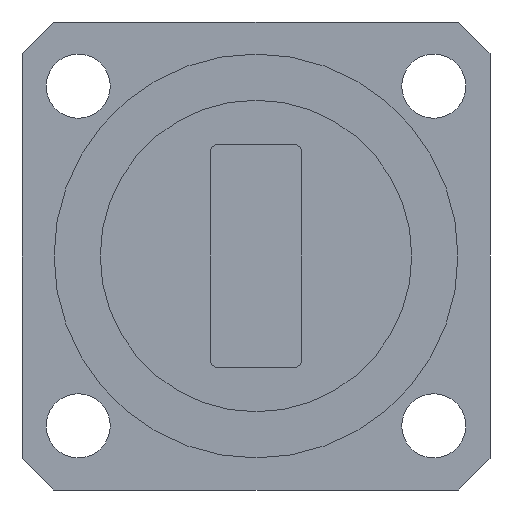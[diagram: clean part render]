
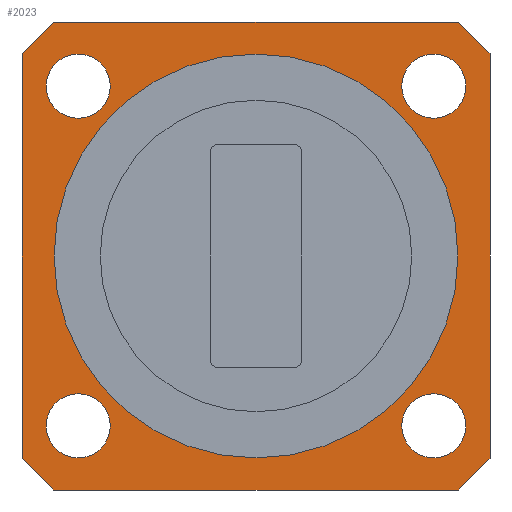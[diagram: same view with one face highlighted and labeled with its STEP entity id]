
A CAD part, left-side view. The second image highlights one B-rep face of the part: STEP entity #2023.
In plain terms, the highlighted planar face has unit normal (-1, 0, 0).
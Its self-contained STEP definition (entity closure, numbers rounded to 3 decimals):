
#77 = FACE_BOUND ( 'NONE', #2251, .T. ) ;
#86 = ORIENTED_EDGE ( 'NONE', *, *, #481, .F. ) ;
#129 = EDGE_CURVE ( 'NONE', #2951, #2951, #1994, .T. ) ;
#147 = DIRECTION ( 'NONE',  ( 0., 0., 1. ) ) ;
#148 = CARTESIAN_POINT ( 'NONE',  ( -72., 9.68, 11.2 ) ) ;
#171 = AXIS2_PLACEMENT_3D ( 'NONE', #3180, #206, #2230 ) ;
#185 = DIRECTION ( 'NONE',  ( 0., 0.707, -0.707 ) ) ;
#200 = VERTEX_POINT ( 'NONE', #1589 ) ;
#206 = DIRECTION ( 'NONE',  ( -1., 0., 0. ) ) ;
#270 = ORIENTED_EDGE ( 'NONE', *, *, #2713, .T. ) ;
#297 = CARTESIAN_POINT ( 'NONE',  ( -72., -9.68, -11.2 ) ) ;
#319 = CARTESIAN_POINT ( 'NONE',  ( -72., -11.2, -11.2 ) ) ;
#352 = CARTESIAN_POINT ( 'NONE',  ( -72., -8.51, -8.13 ) ) ;
#369 = CARTESIAN_POINT ( 'NONE',  ( -72., 0., 0. ) ) ;
#386 = CIRCLE ( 'NONE', #171, 1.535 ) ;
#420 = FACE_OUTER_BOUND ( 'NONE', #2118, .T. ) ;
#481 = EDGE_CURVE ( 'NONE', #2705, #2705, #542, .T. ) ;
#542 = CIRCLE ( 'NONE', #1193, 9.665 ) ;
#551 = LINE ( 'NONE', #319, #2012 ) ;
#561 = EDGE_CURVE ( 'NONE', #3151, #575, #1432, .T. ) ;
#575 = VERTEX_POINT ( 'NONE', #3168 ) ;
#622 = EDGE_CURVE ( 'NONE', #976, #976, #386, .T. ) ;
#630 = DIRECTION ( 'NONE',  ( -1., 0., 0. ) ) ;
#633 = LINE ( 'NONE', #1625, #3060 ) ;
#654 = VECTOR ( 'NONE', #2646, 1000. ) ;
#693 = ORIENTED_EDGE ( 'NONE', *, *, #561, .T. ) ;
#702 = VERTEX_POINT ( 'NONE', #789 ) ;
#756 = EDGE_LOOP ( 'NONE', ( #1352 ) ) ;
#789 = CARTESIAN_POINT ( 'NONE',  ( -72., -11.2, -9.68 ) ) ;
#805 = ORIENTED_EDGE ( 'NONE', *, *, #1056, .T. ) ;
#823 = FACE_BOUND ( 'NONE', #756, .T. ) ;
#831 = EDGE_CURVE ( 'NONE', #2702, #2796, #859, .T. ) ;
#846 = DIRECTION ( 'NONE',  ( 0., 0., -1. ) ) ;
#848 = CARTESIAN_POINT ( 'NONE',  ( -72., 11.2, -9.68 ) ) ;
#859 = LINE ( 'NONE', #1403, #654 ) ;
#863 = DIRECTION ( 'NONE',  ( 0., 0., 1. ) ) ;
#880 = DIRECTION ( 'NONE',  ( -1., 0., 0. ) ) ;
#894 = ORIENTED_EDGE ( 'NONE', *, *, #3186, .T. ) ;
#924 = FACE_BOUND ( 'NONE', #1454, .T. ) ;
#945 = ORIENTED_EDGE ( 'NONE', *, *, #1582, .F. ) ;
#949 = AXIS2_PLACEMENT_3D ( 'NONE', #1718, #2022, #1514 ) ;
#976 = VERTEX_POINT ( 'NONE', #2985 ) ;
#988 = VERTEX_POINT ( 'NONE', #2000 ) ;
#1024 = CARTESIAN_POINT ( 'NONE',  ( -72., -8.51, 9.665 ) ) ;
#1056 = EDGE_CURVE ( 'NONE', #2796, #3151, #3124, .T. ) ;
#1084 = VERTEX_POINT ( 'NONE', #2523 ) ;
#1097 = CARTESIAN_POINT ( 'NONE',  ( -72., 11.2, 11.2 ) ) ;
#1098 = VECTOR ( 'NONE', #1850, 1000. ) ;
#1131 = DIRECTION ( 'NONE',  ( 0., 0., -1. ) ) ;
#1143 = CARTESIAN_POINT ( 'NONE',  ( -72., 9.68, 11.2 ) ) ;
#1156 = EDGE_LOOP ( 'NONE', ( #3122 ) ) ;
#1193 = AXIS2_PLACEMENT_3D ( 'NONE', #2270, #880, #1379 ) ;
#1203 = VECTOR ( 'NONE', #1398, 1000. ) ;
#1231 = ORIENTED_EDGE ( 'NONE', *, *, #622, .F. ) ;
#1239 = ORIENTED_EDGE ( 'NONE', *, *, #831, .T. ) ;
#1283 = DIRECTION ( 'NONE',  ( 0., -1., 0. ) ) ;
#1328 = DIRECTION ( 'NONE',  ( 0., -0.707, 0.707 ) ) ;
#1352 = ORIENTED_EDGE ( 'NONE', *, *, #129, .F. ) ;
#1379 = DIRECTION ( 'NONE',  ( 0., 0., 1. ) ) ;
#1396 = CARTESIAN_POINT ( 'NONE',  ( -72., -9.68, 11.2 ) ) ;
#1398 = DIRECTION ( 'NONE',  ( 0., 1., 0. ) ) ;
#1403 = CARTESIAN_POINT ( 'NONE',  ( -72., -11.2, 9.68 ) ) ;
#1431 = CARTESIAN_POINT ( 'NONE',  ( -72., -11.2, 11.2 ) ) ;
#1432 = LINE ( 'NONE', #148, #2085 ) ;
#1454 = EDGE_LOOP ( 'NONE', ( #86 ) ) ;
#1469 = ORIENTED_EDGE ( 'NONE', *, *, #1544, .T. ) ;
#1514 = DIRECTION ( 'NONE',  ( 0., 0., 1. ) ) ;
#1544 = EDGE_CURVE ( 'NONE', #1084, #2742, #2358, .T. ) ;
#1579 = ORIENTED_EDGE ( 'NONE', *, *, #2008, .T. ) ;
#1582 = EDGE_CURVE ( 'NONE', #988, #988, #2248, .T. ) ;
#1589 = CARTESIAN_POINT ( 'NONE',  ( -72., -9.68, -11.2 ) ) ;
#1625 = CARTESIAN_POINT ( 'NONE',  ( -72., 11.2, -11.2 ) ) ;
#1633 = AXIS2_PLACEMENT_3D ( 'NONE', #369, #3197, #1131 ) ;
#1650 = EDGE_CURVE ( 'NONE', #702, #2702, #3179, .T. ) ;
#1656 = DIRECTION ( 'NONE',  ( 0., 0., 1. ) ) ;
#1718 = CARTESIAN_POINT ( 'NONE',  ( -72., -8.51, 8.13 ) ) ;
#1832 = FACE_BOUND ( 'NONE', #2369, .T. ) ;
#1850 = DIRECTION ( 'NONE',  ( 0., -0.707, -0.707 ) ) ;
#1897 = DIRECTION ( 'NONE',  ( -1., 0., 0. ) ) ;
#1994 = CIRCLE ( 'NONE', #2412, 1.535 ) ;
#2000 = CARTESIAN_POINT ( 'NONE',  ( -72., -8.51, -6.595 ) ) ;
#2008 = EDGE_CURVE ( 'NONE', #200, #702, #2819, .T. ) ;
#2012 = VECTOR ( 'NONE', #1283, 1000. ) ;
#2022 = DIRECTION ( 'NONE',  ( -1., 0., 0. ) ) ;
#2023 = ADVANCED_FACE ( 'NONE', ( #823, #1832, #2839, #77, #924, #420 ), #2188, .F. ) ;
#2047 = AXIS2_PLACEMENT_3D ( 'NONE', #352, #1897, #863 ) ;
#2083 = CARTESIAN_POINT ( 'NONE',  ( -72., 9.68, -11.2 ) ) ;
#2085 = VECTOR ( 'NONE', #185, 1000. ) ;
#2105 = CIRCLE ( 'NONE', #949, 1.535 ) ;
#2118 = EDGE_LOOP ( 'NONE', ( #2903, #1239, #805, #693, #894, #1469, #270, #1579 ) ) ;
#2188 = PLANE ( 'NONE',  #1633 ) ;
#2230 = DIRECTION ( 'NONE',  ( 0., 0., 1. ) ) ;
#2248 = CIRCLE ( 'NONE', #2047, 1.535 ) ;
#2251 = EDGE_LOOP ( 'NONE', ( #945 ) ) ;
#2270 = CARTESIAN_POINT ( 'NONE',  ( -72., 0., 0. ) ) ;
#2333 = EDGE_CURVE ( 'NONE', #3071, #3071, #2105, .T. ) ;
#2358 = LINE ( 'NONE', #848, #1098 ) ;
#2369 = EDGE_LOOP ( 'NONE', ( #1231 ) ) ;
#2412 = AXIS2_PLACEMENT_3D ( 'NONE', #2901, #630, #1656 ) ;
#2523 = CARTESIAN_POINT ( 'NONE',  ( -72., 11.2, -9.68 ) ) ;
#2552 = CARTESIAN_POINT ( 'NONE',  ( -72., -11.2, 9.68 ) ) ;
#2646 = DIRECTION ( 'NONE',  ( 0., 0.707, 0.707 ) ) ;
#2702 = VERTEX_POINT ( 'NONE', #2552 ) ;
#2705 = VERTEX_POINT ( 'NONE', #2758 ) ;
#2713 = EDGE_CURVE ( 'NONE', #2742, #200, #551, .T. ) ;
#2721 = CARTESIAN_POINT ( 'NONE',  ( -72., 8.51, -6.595 ) ) ;
#2742 = VERTEX_POINT ( 'NONE', #2083 ) ;
#2758 = CARTESIAN_POINT ( 'NONE',  ( -72., 0., 9.665 ) ) ;
#2796 = VERTEX_POINT ( 'NONE', #1396 ) ;
#2819 = LINE ( 'NONE', #297, #2838 ) ;
#2838 = VECTOR ( 'NONE', #1328, 1000. ) ;
#2839 = FACE_BOUND ( 'NONE', #1156, .T. ) ;
#2901 = CARTESIAN_POINT ( 'NONE',  ( -72., 8.51, -8.13 ) ) ;
#2903 = ORIENTED_EDGE ( 'NONE', *, *, #1650, .T. ) ;
#2951 = VERTEX_POINT ( 'NONE', #2721 ) ;
#2985 = CARTESIAN_POINT ( 'NONE',  ( -72., 8.51, 9.665 ) ) ;
#2999 = VECTOR ( 'NONE', #147, 1000. ) ;
#3060 = VECTOR ( 'NONE', #846, 1000. ) ;
#3071 = VERTEX_POINT ( 'NONE', #1024 ) ;
#3122 = ORIENTED_EDGE ( 'NONE', *, *, #2333, .F. ) ;
#3124 = LINE ( 'NONE', #1097, #1203 ) ;
#3151 = VERTEX_POINT ( 'NONE', #1143 ) ;
#3168 = CARTESIAN_POINT ( 'NONE',  ( -72., 11.2, 9.68 ) ) ;
#3179 = LINE ( 'NONE', #1431, #2999 ) ;
#3180 = CARTESIAN_POINT ( 'NONE',  ( -72., 8.51, 8.13 ) ) ;
#3186 = EDGE_CURVE ( 'NONE', #575, #1084, #633, .T. ) ;
#3197 = DIRECTION ( 'NONE',  ( 1., 0., 0. ) ) ;
